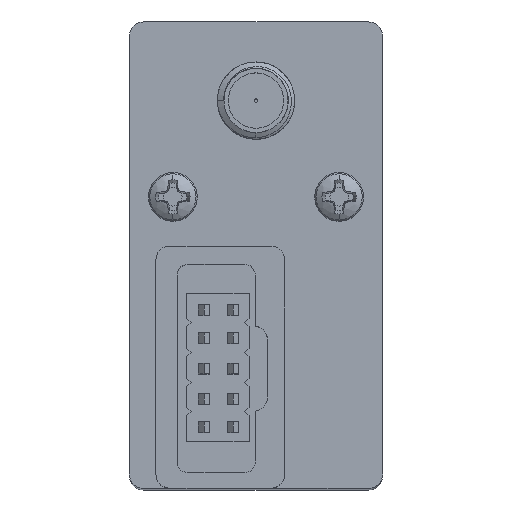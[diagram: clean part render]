
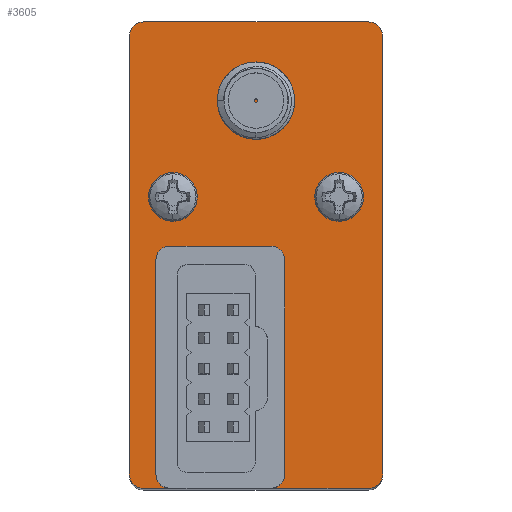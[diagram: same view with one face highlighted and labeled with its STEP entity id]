
A CAD part, top view. The second image highlights one B-rep face of the part: STEP entity #3605.
In plain terms, the highlighted planar face has unit normal (0, 0, 1).
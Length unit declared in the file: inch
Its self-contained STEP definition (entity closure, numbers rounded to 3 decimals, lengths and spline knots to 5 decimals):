
#57 = ORIENTED_EDGE ( 'NONE', *, *, #5135, .T. ) ;
#307 = CIRCLE ( 'NONE', #7221, 0.05 ) ;
#492 = ORIENTED_EDGE ( 'NONE', *, *, #9672, .F. ) ;
#505 = EDGE_CURVE ( 'NONE', #9076, #13170, #8885, .T. ) ;
#528 = CIRCLE ( 'NONE', #12786, 0.04759 ) ;
#735 = ORIENTED_EDGE ( 'NONE', *, *, #12817, .T. ) ;
#780 = DIRECTION ( 'NONE',  ( 1., 0., 0. ) ) ;
#816 = EDGE_CURVE ( 'NONE', #7953, #9076, #11165, .T. ) ;
#823 = LINE ( 'NONE', #11128, #6360 ) ;
#850 = DIRECTION ( 'NONE',  ( 0., 1., 0. ) ) ;
#854 = ORIENTED_EDGE ( 'NONE', *, *, #9621, .F. ) ;
#878 = VERTEX_POINT ( 'NONE', #7753 ) ;
#993 = VERTEX_POINT ( 'NONE', #3833 ) ;
#1339 = DIRECTION ( 'NONE',  ( -1., 0., 0. ) ) ;
#1427 = DIRECTION ( 'NONE',  ( 1., 0., 0. ) ) ;
#1460 = LINE ( 'NONE', #2477, #6650 ) ;
#1619 = DIRECTION ( 'NONE',  ( 0., 0., 1. ) ) ;
#1823 = DIRECTION ( 'NONE',  ( 0., 1., 0. ) ) ;
#1883 = ORIENTED_EDGE ( 'NONE', *, *, #11520, .F. ) ;
#1953 = VECTOR ( 'NONE', #1823, 39.37008 ) ;
#1989 = CIRCLE ( 'NONE', #6364, 0.04759 ) ;
#2096 = CARTESIAN_POINT ( 'NONE',  ( 0.09785, 0., 1.49 ) ) ;
#2156 = ORIENTED_EDGE ( 'NONE', *, *, #4095, .T. ) ;
#2215 = DIRECTION ( 'NONE',  ( 1., 0., 0. ) ) ;
#2356 = DIRECTION ( 'NONE',  ( 0., 0., 1. ) ) ;
#2477 = CARTESIAN_POINT ( 'NONE',  ( -0.385, -0.8, 1.49 ) ) ;
#2505 = DIRECTION ( 'NONE',  ( 1., 0., 0. ) ) ;
#2580 = CARTESIAN_POINT ( 'NONE',  ( -0.385, 0.8, 1.49 ) ) ;
#2725 = CARTESIAN_POINT ( 'NONE',  ( 0.435, 0.75, 1.49 ) ) ;
#2765 = ORIENTED_EDGE ( 'NONE', *, *, #7501, .T. ) ;
#3006 = CARTESIAN_POINT ( 'NONE',  ( 0.385, -0.8, 1.49 ) ) ;
#3222 = CARTESIAN_POINT ( 'NONE',  ( -0.435, 0.75, 1.49 ) ) ;
#3301 = AXIS2_PLACEMENT_3D ( 'NONE', #12743, #4422, #4474 ) ;
#3357 = LINE ( 'NONE', #2096, #12154 ) ;
#3438 = VERTEX_POINT ( 'NONE', #6161 ) ;
#3554 = DIRECTION ( 'NONE',  ( 0., 0., 1. ) ) ;
#3605 = ADVANCED_FACE ( 'NONE', ( #10576 ), #9699, .T. ) ;
#3833 = CARTESIAN_POINT ( 'NONE',  ( -0.343, -0.01696, 1.49 ) ) ;
#3918 = VECTOR ( 'NONE', #11539, 39.37008 ) ;
#3927 = EDGE_CURVE ( 'NONE', #9923, #3438, #1989, .T. ) ;
#4095 = EDGE_CURVE ( 'NONE', #5356, #993, #823, .T. ) ;
#4174 = CIRCLE ( 'NONE', #11356, 0.05 ) ;
#4295 = CIRCLE ( 'NONE', #6061, 0.05 ) ;
#4422 = DIRECTION ( 'NONE',  ( 0., 0., 1. ) ) ;
#4444 = CARTESIAN_POINT ( 'NONE',  ( -0.385, -0.75, 1.49 ) ) ;
#4474 = DIRECTION ( 'NONE',  ( 1., 0., 0. ) ) ;
#4524 = ORIENTED_EDGE ( 'NONE', *, *, #505, .T. ) ;
#4557 = EDGE_CURVE ( 'NONE', #13170, #6385, #307, .T. ) ;
#4605 = CARTESIAN_POINT ( 'NONE',  ( 0.435, 0.75, 1.49 ) ) ;
#4769 = ORIENTED_EDGE ( 'NONE', *, *, #7190, .F. ) ;
#5135 = EDGE_CURVE ( 'NONE', #6385, #12163, #5868, .T. ) ;
#5284 = VERTEX_POINT ( 'NONE', #6625 ) ;
#5356 = VERTEX_POINT ( 'NONE', #10984 ) ;
#5367 = CARTESIAN_POINT ( 'NONE',  ( 0.09785, -0.01696, 1.49 ) ) ;
#5671 = DIRECTION ( 'NONE',  ( 0., 0., 1. ) ) ;
#5868 = LINE ( 'NONE', #3222, #3918 ) ;
#5884 = DIRECTION ( 'NONE',  ( 1., 0., 0. ) ) ;
#6061 = AXIS2_PLACEMENT_3D ( 'NONE', #10139, #13218, #12172 ) ;
#6131 = VECTOR ( 'NONE', #11140, 39.37008 ) ;
#6161 = CARTESIAN_POINT ( 'NONE',  ( 0.05026, 0.03063, 1.49 ) ) ;
#6199 = EDGE_LOOP ( 'NONE', ( #1883, #9950, #10160, #735, #12857, #4524, #10314, #57, #7015, #10722, #854, #2156, #492, #2765, #6373, #4769 ) ) ;
#6360 = VECTOR ( 'NONE', #850, 39.37008 ) ;
#6364 = AXIS2_PLACEMENT_3D ( 'NONE', #11919, #5671, #7786 ) ;
#6373 = ORIENTED_EDGE ( 'NONE', *, *, #3927, .F. ) ;
#6385 = VERTEX_POINT ( 'NONE', #6677 ) ;
#6625 = CARTESIAN_POINT ( 'NONE',  ( -0.29541, 0.03063, 1.49 ) ) ;
#6650 = VECTOR ( 'NONE', #12792, 39.37008 ) ;
#6677 = CARTESIAN_POINT ( 'NONE',  ( -0.435, 0.75, 1.49 ) ) ;
#7015 = ORIENTED_EDGE ( 'NONE', *, *, #9281, .T. ) ;
#7026 = CARTESIAN_POINT ( 'NONE',  ( -0.385, 0.8, 1.49 ) ) ;
#7171 = EDGE_CURVE ( 'NONE', #8195, #8292, #4174, .T. ) ;
#7190 = EDGE_CURVE ( 'NONE', #7213, #9923, #3357, .T. ) ;
#7213 = VERTEX_POINT ( 'NONE', #12400 ) ;
#7221 = AXIS2_PLACEMENT_3D ( 'NONE', #8088, #10187, #780 ) ;
#7364 = VERTEX_POINT ( 'NONE', #7634 ) ;
#7365 = AXIS2_PLACEMENT_3D ( 'NONE', #12891, #3554, #1339 ) ;
#7501 = EDGE_CURVE ( 'NONE', #5284, #3438, #12962, .T. ) ;
#7556 = AXIS2_PLACEMENT_3D ( 'NONE', #4444, #2356, #8555 ) ;
#7634 = CARTESIAN_POINT ( 'NONE',  ( -0.385, -0.8, 1.49 ) ) ;
#7674 = CARTESIAN_POINT ( 'NONE',  ( 0.385, 0.8, 1.49 ) ) ;
#7753 = CARTESIAN_POINT ( 'NONE',  ( 0.05026, -0.8, 1.49 ) ) ;
#7786 = DIRECTION ( 'NONE',  ( 1., 0., 0. ) ) ;
#7953 = VERTEX_POINT ( 'NONE', #4605 ) ;
#7957 = CARTESIAN_POINT ( 'NONE',  ( 0., 0.03063, 1.49 ) ) ;
#8088 = CARTESIAN_POINT ( 'NONE',  ( -0.385, 0.75, 1.49 ) ) ;
#8111 = CARTESIAN_POINT ( 'NONE',  ( 0.435, -0.75, 1.49 ) ) ;
#8176 = CIRCLE ( 'NONE', #8398, 0.04759 ) ;
#8195 = VERTEX_POINT ( 'NONE', #3006 ) ;
#8292 = VERTEX_POINT ( 'NONE', #8111 ) ;
#8323 = DIRECTION ( 'NONE',  ( 1., 0., 0. ) ) ;
#8398 = AXIS2_PLACEMENT_3D ( 'NONE', #12811, #1619, #2215 ) ;
#8555 = DIRECTION ( 'NONE',  ( 1., 0., 0. ) ) ;
#8628 = CARTESIAN_POINT ( 'NONE',  ( -0.29541, -0.8, 1.49 ) ) ;
#8629 = CARTESIAN_POINT ( 'NONE',  ( -0.385, -0.8, 1.49 ) ) ;
#8654 = CARTESIAN_POINT ( 'NONE',  ( -0.29541, -0.75241, 1.49 ) ) ;
#8708 = DIRECTION ( 'NONE',  ( 0., 0., 1. ) ) ;
#8885 = LINE ( 'NONE', #7026, #6131 ) ;
#9076 = VERTEX_POINT ( 'NONE', #7674 ) ;
#9281 = EDGE_CURVE ( 'NONE', #12163, #7364, #4295, .T. ) ;
#9519 = VECTOR ( 'NONE', #5884, 39.37008 ) ;
#9621 = EDGE_CURVE ( 'NONE', #5356, #12522, #528, .T. ) ;
#9672 = EDGE_CURVE ( 'NONE', #5284, #993, #8176, .T. ) ;
#9699 = PLANE ( 'NONE',  #7556 ) ;
#9923 = VERTEX_POINT ( 'NONE', #5367 ) ;
#9950 = ORIENTED_EDGE ( 'NONE', *, *, #11577, .T. ) ;
#10139 = CARTESIAN_POINT ( 'NONE',  ( -0.385, -0.75, 1.49 ) ) ;
#10160 = ORIENTED_EDGE ( 'NONE', *, *, #7171, .T. ) ;
#10187 = DIRECTION ( 'NONE',  ( 0., 0., 1. ) ) ;
#10314 = ORIENTED_EDGE ( 'NONE', *, *, #4557, .T. ) ;
#10408 = CIRCLE ( 'NONE', #3301, 0.04759 ) ;
#10576 = FACE_OUTER_BOUND ( 'NONE', #6199, .T. ) ;
#10722 = ORIENTED_EDGE ( 'NONE', *, *, #12434, .T. ) ;
#10984 = CARTESIAN_POINT ( 'NONE',  ( -0.343, -0.75241, 1.49 ) ) ;
#11128 = CARTESIAN_POINT ( 'NONE',  ( -0.343, 0., 1.49 ) ) ;
#11140 = DIRECTION ( 'NONE',  ( -1., 0., 0. ) ) ;
#11165 = CIRCLE ( 'NONE', #7365, 0.05 ) ;
#11356 = AXIS2_PLACEMENT_3D ( 'NONE', #13497, #12358, #8323 ) ;
#11382 = DIRECTION ( 'NONE',  ( 0., 1., 0. ) ) ;
#11520 = EDGE_CURVE ( 'NONE', #878, #7213, #10408, .T. ) ;
#11539 = DIRECTION ( 'NONE',  ( 0., -1., 0. ) ) ;
#11577 = EDGE_CURVE ( 'NONE', #878, #8195, #12382, .T. ) ;
#11896 = VECTOR ( 'NONE', #1427, 39.37008 ) ;
#11919 = CARTESIAN_POINT ( 'NONE',  ( 0.05026, -0.01696, 1.49 ) ) ;
#12154 = VECTOR ( 'NONE', #11382, 39.37008 ) ;
#12163 = VERTEX_POINT ( 'NONE', #13217 ) ;
#12172 = DIRECTION ( 'NONE',  ( 1., 0., 0. ) ) ;
#12358 = DIRECTION ( 'NONE',  ( 0., 0., 1. ) ) ;
#12382 = LINE ( 'NONE', #8629, #11896 ) ;
#12400 = CARTESIAN_POINT ( 'NONE',  ( 0.09785, -0.75241, 1.49 ) ) ;
#12434 = EDGE_CURVE ( 'NONE', #7364, #12522, #1460, .T. ) ;
#12522 = VERTEX_POINT ( 'NONE', #8628 ) ;
#12743 = CARTESIAN_POINT ( 'NONE',  ( 0.05026, -0.75241, 1.49 ) ) ;
#12786 = AXIS2_PLACEMENT_3D ( 'NONE', #8654, #8708, #2505 ) ;
#12792 = DIRECTION ( 'NONE',  ( 1., 0., 0. ) ) ;
#12811 = CARTESIAN_POINT ( 'NONE',  ( -0.29541, -0.01696, 1.49 ) ) ;
#12817 = EDGE_CURVE ( 'NONE', #8292, #7953, #13495, .T. ) ;
#12857 = ORIENTED_EDGE ( 'NONE', *, *, #816, .T. ) ;
#12891 = CARTESIAN_POINT ( 'NONE',  ( 0.385, 0.75, 1.49 ) ) ;
#12962 = LINE ( 'NONE', #7957, #9519 ) ;
#13170 = VERTEX_POINT ( 'NONE', #2580 ) ;
#13217 = CARTESIAN_POINT ( 'NONE',  ( -0.435, -0.75, 1.49 ) ) ;
#13218 = DIRECTION ( 'NONE',  ( 0., 0., 1. ) ) ;
#13495 = LINE ( 'NONE', #2725, #1953 ) ;
#13497 = CARTESIAN_POINT ( 'NONE',  ( 0.385, -0.75, 1.49 ) ) ;
